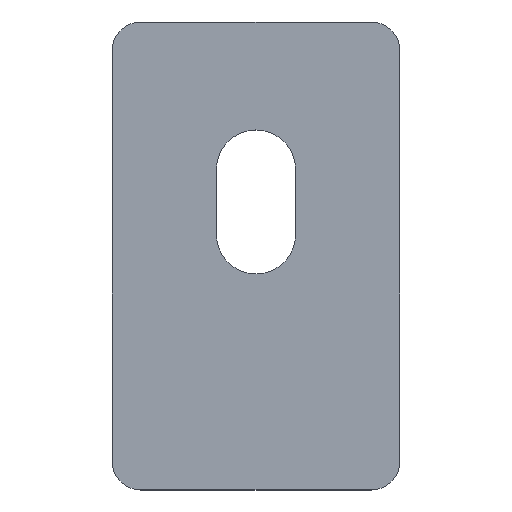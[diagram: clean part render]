
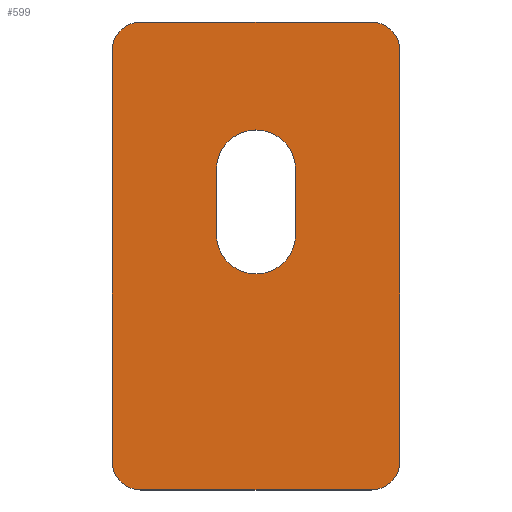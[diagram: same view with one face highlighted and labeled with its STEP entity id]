
A CAD part, top view. The second image highlights one B-rep face of the part: STEP entity #599.
In plain terms, the highlighted planar face has unit normal (0, 0, 1).
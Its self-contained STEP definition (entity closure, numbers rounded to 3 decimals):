
#310=CARTESIAN_POINT('',(16.,28.5,2.5));
#311=DIRECTION('',(0.,0.,1.));
#312=DIRECTION('',(1.,0.,0.));
#313=AXIS2_PLACEMENT_3D('',#310,#311,#312);
#315=DIRECTION('',(0.,1.,0.));
#316=VECTOR('',#315,57.);
#317=CARTESIAN_POINT('',(20.,-28.5,2.5));
#318=LINE('',#317,#316);
#319=CARTESIAN_POINT('',(16.,-28.5,2.5));
#320=DIRECTION('',(0.,0.,1.));
#321=DIRECTION('',(0.,-1.,0.));
#322=AXIS2_PLACEMENT_3D('',#319,#320,#321);
#324=DIRECTION('',(1.,0.,0.));
#325=VECTOR('',#324,32.);
#326=CARTESIAN_POINT('',(-16.,-32.5,2.5));
#327=LINE('',#326,#325);
#328=CARTESIAN_POINT('',(-16.,-28.5,2.5));
#329=DIRECTION('',(0.,0.,1.));
#330=DIRECTION('',(-1.,0.,0.));
#331=AXIS2_PLACEMENT_3D('',#328,#329,#330);
#333=DIRECTION('',(0.,-1.,0.));
#334=VECTOR('',#333,57.);
#335=CARTESIAN_POINT('',(-20.,28.5,2.5));
#336=LINE('',#335,#334);
#337=CARTESIAN_POINT('',(-16.,28.5,2.5));
#338=DIRECTION('',(0.,0.,1.));
#339=DIRECTION('',(0.,1.,0.));
#340=AXIS2_PLACEMENT_3D('',#337,#338,#339);
#342=DIRECTION('',(-1.,0.,0.));
#343=VECTOR('',#342,32.);
#344=CARTESIAN_POINT('',(16.,32.5,2.5));
#345=LINE('',#344,#343);
#346=CARTESIAN_POINT('',(0.,12.,2.5));
#347=DIRECTION('',(0.,0.,1.));
#348=DIRECTION('',(1.,0.,0.));
#349=AXIS2_PLACEMENT_3D('',#346,#347,#348);
#351=DIRECTION('',(0.,-1.,0.));
#352=VECTOR('',#351,9.);
#353=CARTESIAN_POINT('',(-5.5,12.,2.5));
#354=LINE('',#353,#352);
#355=CARTESIAN_POINT('',(0.,3.,2.5));
#356=DIRECTION('',(0.,0.,1.));
#357=DIRECTION('',(-1.,0.,0.));
#358=AXIS2_PLACEMENT_3D('',#355,#356,#357);
#360=DIRECTION('',(0.,1.,0.));
#361=VECTOR('',#360,9.);
#362=CARTESIAN_POINT('',(5.5,3.,2.5));
#363=LINE('',#362,#361);
#384=CARTESIAN_POINT('',(20.,28.5,2.5));
#385=VERTEX_POINT('',#384);
#386=CARTESIAN_POINT('',(16.,32.5,2.5));
#387=VERTEX_POINT('',#386);
#392=CARTESIAN_POINT('',(-16.,32.5,2.5));
#393=VERTEX_POINT('',#392);
#394=CARTESIAN_POINT('',(-20.,28.5,2.5));
#395=VERTEX_POINT('',#394);
#400=CARTESIAN_POINT('',(16.,-32.5,2.5));
#401=VERTEX_POINT('',#400);
#402=CARTESIAN_POINT('',(20.,-28.5,2.5));
#403=VERTEX_POINT('',#402);
#408=CARTESIAN_POINT('',(-20.,-28.5,2.5));
#409=VERTEX_POINT('',#408);
#410=CARTESIAN_POINT('',(-16.,-32.5,2.5));
#411=VERTEX_POINT('',#410);
#420=CARTESIAN_POINT('',(5.5,12.,2.5));
#421=CARTESIAN_POINT('',(-5.5,12.,2.5));
#422=VERTEX_POINT('',#420);
#423=VERTEX_POINT('',#421);
#424=CARTESIAN_POINT('',(-5.5,3.,2.5));
#425=VERTEX_POINT('',#424);
#426=CARTESIAN_POINT('',(5.5,3.,2.5));
#427=VERTEX_POINT('',#426);
#574=CARTESIAN_POINT('',(0.,0.,2.5));
#575=DIRECTION('',(0.,0.,1.));
#576=DIRECTION('',(1.,0.,0.));
#577=AXIS2_PLACEMENT_3D('',#574,#575,#576);
#578=PLANE('',#577);
#579=ORIENTED_EDGE('',*,*,#470,.F.);
#580=ORIENTED_EDGE('',*,*,#486,.F.);
#581=ORIENTED_EDGE('',*,*,#499,.F.);
#582=ORIENTED_EDGE('',*,*,#514,.F.);
#583=ORIENTED_EDGE('',*,*,#527,.F.);
#584=ORIENTED_EDGE('',*,*,#540,.F.);
#585=ORIENTED_EDGE('',*,*,#555,.F.);
#586=ORIENTED_EDGE('',*,*,#567,.F.);
#587=EDGE_LOOP('',(#579,#580,#581,#582,#583,#584,#585,#586));
#588=FACE_OUTER_BOUND('',#587,.F.);
#590=ORIENTED_EDGE('',*,*,#589,.T.);
#592=ORIENTED_EDGE('',*,*,#591,.T.);
#594=ORIENTED_EDGE('',*,*,#593,.T.);
#596=ORIENTED_EDGE('',*,*,#595,.T.);
#597=EDGE_LOOP('',(#590,#592,#594,#596));
#598=FACE_BOUND('',#597,.F.);
#599=ADVANCED_FACE('',(#588,#598),#578,.T.);
#314=CIRCLE('',#313,4.);
#323=CIRCLE('',#322,4.);
#332=CIRCLE('',#331,4.);
#341=CIRCLE('',#340,4.);
#350=CIRCLE('',#349,5.5);
#359=CIRCLE('',#358,5.5);
#470=EDGE_CURVE('',#385,#387,#314,.T.);
#486=EDGE_CURVE('',#403,#385,#318,.T.);
#499=EDGE_CURVE('',#401,#403,#323,.T.);
#514=EDGE_CURVE('',#411,#401,#327,.T.);
#527=EDGE_CURVE('',#409,#411,#332,.T.);
#540=EDGE_CURVE('',#395,#409,#336,.T.);
#555=EDGE_CURVE('',#393,#395,#341,.T.);
#567=EDGE_CURVE('',#387,#393,#345,.T.);
#589=EDGE_CURVE('',#422,#423,#350,.T.);
#591=EDGE_CURVE('',#423,#425,#354,.T.);
#593=EDGE_CURVE('',#425,#427,#359,.T.);
#595=EDGE_CURVE('',#427,#422,#363,.T.);
